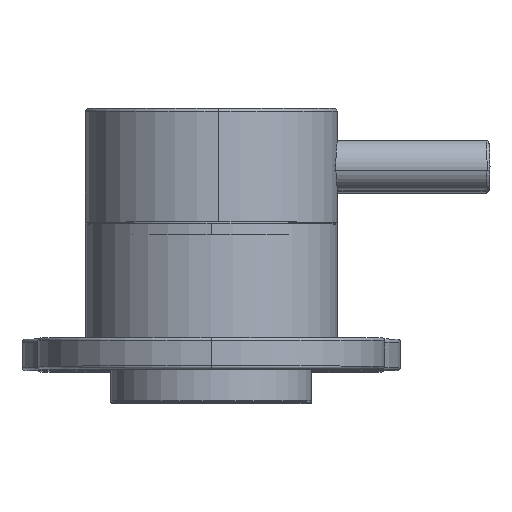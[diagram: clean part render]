
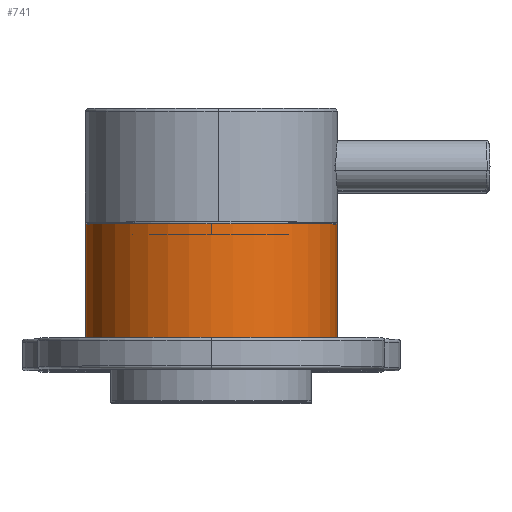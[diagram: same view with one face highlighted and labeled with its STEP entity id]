
A CAD part, top view. The second image highlights one B-rep face of the part: STEP entity #741.
In plain terms, the highlighted cylindrical face has radius 19.95 mm (diameter 39.9 mm), a partial arc.
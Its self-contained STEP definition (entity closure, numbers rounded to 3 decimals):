
#741 = ADVANCED_FACE ( 'NONE', ( #849 ), #4775, .T. ) ;
#848 = CARTESIAN_POINT ( 'NONE',  ( -19.95, 28., 0. ) ) ;
#849 = FACE_OUTER_BOUND ( 'NONE', #4264, .T. ) ;
#1108 = ORIENTED_EDGE ( 'NONE', *, *, #3186, .F. ) ;
#1144 = DIRECTION ( 'NONE',  ( 0., 1., 0. ) ) ;
#1430 = DIRECTION ( 'NONE',  ( 0., 1., 0. ) ) ;
#2262 = VECTOR ( 'NONE', #4235, 1000. ) ;
#2336 = CARTESIAN_POINT ( 'NONE',  ( -19.95, 10., 0. ) ) ;
#2345 = DIRECTION ( 'NONE',  ( -1., 0., 0. ) ) ;
#2734 = CIRCLE ( 'NONE', #4017, 19.95 ) ;
#2763 = CARTESIAN_POINT ( 'NONE',  ( -19.95, 28., 0. ) ) ;
#2795 = CARTESIAN_POINT ( 'NONE',  ( 19.95, 28., 0. ) ) ;
#2975 = EDGE_CURVE ( 'NONE', #4722, #4726, #3944, .T. ) ;
#3011 = ORIENTED_EDGE ( 'NONE', *, *, #5164, .F. ) ;
#3186 = EDGE_CURVE ( 'NONE', #5423, #4726, #4832, .T. ) ;
#3318 = CARTESIAN_POINT ( 'NONE',  ( 19.95, 10., 0. ) ) ;
#3358 = DIRECTION ( 'NONE',  ( 0., 1., 0. ) ) ;
#3715 = AXIS2_PLACEMENT_3D ( 'NONE', #5062, #1430, #6004 ) ;
#3748 = CARTESIAN_POINT ( 'NONE',  ( 19.95, 28., 0. ) ) ;
#3944 = LINE ( 'NONE', #3748, #2262 ) ;
#4017 = AXIS2_PLACEMENT_3D ( 'NONE', #6537, #5527, #6020 ) ;
#4235 = DIRECTION ( 'NONE',  ( 0., 1., 0. ) ) ;
#4264 = EDGE_LOOP ( 'NONE', ( #6335, #6283, #1108, #3011 ) ) ;
#4722 = VERTEX_POINT ( 'NONE', #3318 ) ;
#4726 = VERTEX_POINT ( 'NONE', #2795 ) ;
#4775 = CYLINDRICAL_SURFACE ( 'NONE', #6401, 19.95 ) ;
#4832 = CIRCLE ( 'NONE', #3715, 19.95 ) ;
#4853 = CARTESIAN_POINT ( 'NONE',  ( 0., 28., 0. ) ) ;
#4902 = VECTOR ( 'NONE', #1144, 1000. ) ;
#5062 = CARTESIAN_POINT ( 'NONE',  ( 0., 28., 0. ) ) ;
#5164 = EDGE_CURVE ( 'NONE', #5373, #5423, #6121, .T. ) ;
#5373 = VERTEX_POINT ( 'NONE', #2336 ) ;
#5412 = EDGE_CURVE ( 'NONE', #5373, #4722, #2734, .T. ) ;
#5423 = VERTEX_POINT ( 'NONE', #848 ) ;
#5527 = DIRECTION ( 'NONE',  ( 0., 1., 0. ) ) ;
#6004 = DIRECTION ( 'NONE',  ( -1., 0., 0. ) ) ;
#6020 = DIRECTION ( 'NONE',  ( -1., 0., 0. ) ) ;
#6121 = LINE ( 'NONE', #2763, #4902 ) ;
#6283 = ORIENTED_EDGE ( 'NONE', *, *, #2975, .T. ) ;
#6335 = ORIENTED_EDGE ( 'NONE', *, *, #5412, .T. ) ;
#6401 = AXIS2_PLACEMENT_3D ( 'NONE', #4853, #3358, #2345 ) ;
#6537 = CARTESIAN_POINT ( 'NONE',  ( 0., 10., 0. ) ) ;
